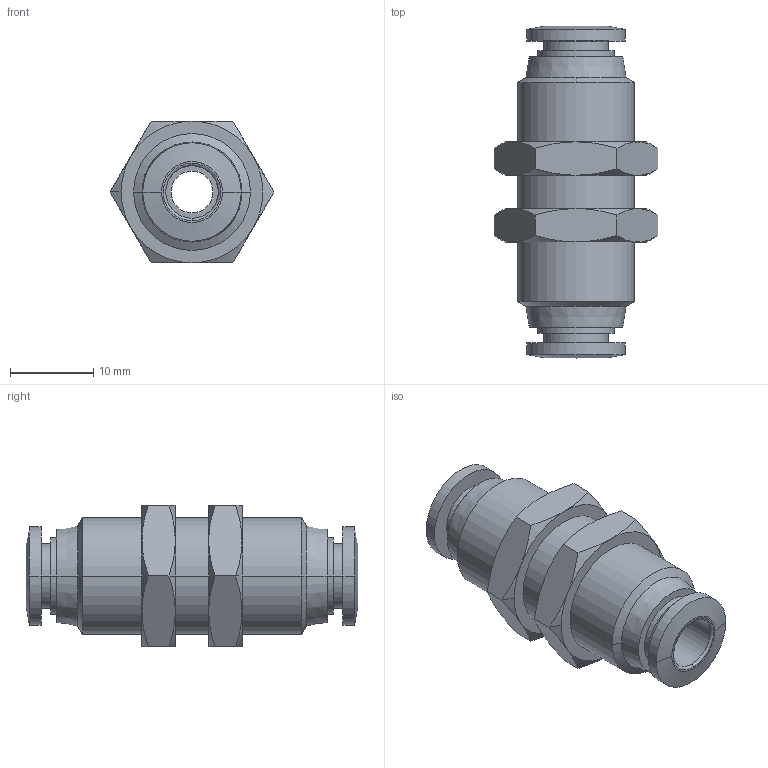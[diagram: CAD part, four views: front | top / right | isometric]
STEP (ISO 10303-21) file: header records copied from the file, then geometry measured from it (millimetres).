
FILE_DESCRIPTION (( 'STEP AP214' ), '1' );
FILE_NAME ('UB6M.step', '2016-02-24T20:48:02', ( '' ), ( '' ), 'SwSTEP 2.0', 'SolidWorks 2015', '' );
FILE_SCHEMA (( 'AUTOMOTIVE_DESIGN' ));
Length unit declared in the file: inch
Products named in the file (1): UB6M
Bounding box: 19.63 x 39.8 x 17 mm (x, y, z)
Volume: 4882.8 mm3; surface area: 3259.5 mm2
Topology: 1 solids, 1 shells, 94 faces, 204 edges, 124 vertices
Faces by surface type: cone 40, plane 26, cylinder 24, bspline 4
Entity records: 4014 total; most frequent: CARTESIAN_POINT 735, DIRECTION 434, ORIENTED_EDGE 408, EDGE_CURVE 204, AXIS2_PLACEMENT_3D 191, VERTEX_POINT 124, EDGE_LOOP 108, CIRCLE 100
